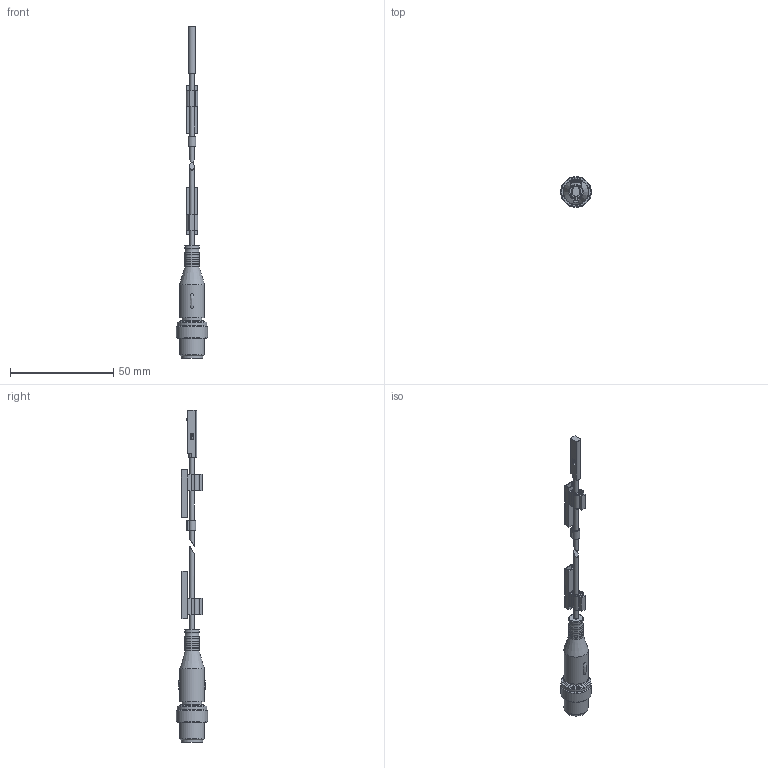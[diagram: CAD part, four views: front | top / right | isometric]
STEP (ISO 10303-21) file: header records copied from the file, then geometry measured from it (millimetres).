
FILE_DESCRIPTION(/* description */ ('STEP AP214'),/* implementation_level */ '2;1');
FILE_NAME(/* name */ '8152201_SMT-10M-PS-24V-E-03-L-M12',/* time_stamp */ '2024-09-15T08:28:51+02:00',/* author */ ('License CC BY-ND 4.0'),/* organization */ ('CADENAS'),/* preprocessor_version */ 'ST-DEVELOPER v19.3',/* originating_system */ 'PARTsolutions',/* authorisation */ ' ');
FILE_SCHEMA (('AUTOMOTIVE_DESIGN {1 0 10303 214 3 1 1}'));
Length unit declared in the file: millimetre
Products named in the file (5): 8152201 SMT-10M-PS-24V-E-0,3-L-M12; 8152201 SMT-10M-PS-24V-E-0.3-L-M12; 1247168 ASCF-M-23-S DM 2.1-3.4; 534255 SMBK-10; SMT-10M-M12
Assembly tree (5 placements, depth 2):
  8152201 SMT-10M-PS-24V-E-0,3-L-M12
    8152201 SMT-10M-PS-24V-E-0.3-L-M12
    1247168 ASCF-M-23-S DM 2.1-3.4  x2
    534255 SMBK-10
    SMT-10M-M12
Bounding box: 15 x 15 x 160.45 mm (x, y, z)
Volume: 6135.6 mm3; surface area: 5833.1 mm2
Topology: 5 solids, 5 shells, 297 faces, 755 edges, 496 vertices
Faces by surface type: plane 175, cylinder 103, cone 10, torus 9
Full cylindrical faces by diameter (mm): 1 x3, 1.43 x1, 1.8 x1, 2.15 x2, 7 x5, 8.3 x1, 9.6 x1, 10.5 x1, 12 x2, 12.5 x1, 14.4 x1, 15 x1
Entity records: 7509 total; most frequent: CARTESIAN_POINT 1175, DIRECTION 1138, ORIENTED_EDGE 1022, EDGE_CURVE 511, AXIS2_PLACEMENT_3D 406, VERTEX_POINT 355, LINE 326, VECTOR 326
